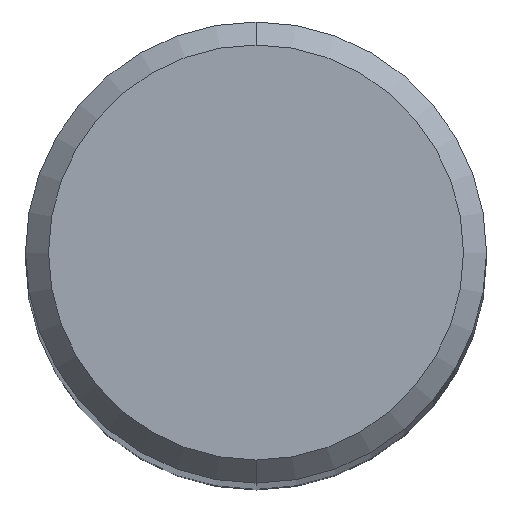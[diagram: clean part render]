
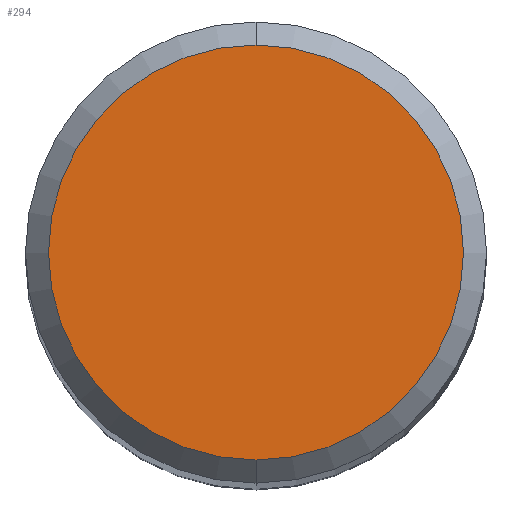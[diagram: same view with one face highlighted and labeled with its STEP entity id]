
A CAD part, top view. The second image highlights one B-rep face of the part: STEP entity #294.
In plain terms, the highlighted planar face has unit normal (0, 0, 1).
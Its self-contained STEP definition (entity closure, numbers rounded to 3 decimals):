
#294=ADVANCED_FACE('',(#634),#635,.T.);
#368=EDGE_CURVE('',#380,#472,#716,.T.);
#378=EDGE_CURVE('',#472,#380,#726,.T.);
#380=VERTEX_POINT('',#728);
#472=VERTEX_POINT('',#839);
#634=FACE_OUTER_BOUND('',#1123,.T.);
#635=PLANE('',#1124);
#716=CIRCLE('',#1260,3.6);
#726=CIRCLE('',#1305,3.6);
#728=CARTESIAN_POINT('',(0.,-3.6,0.0));
#839=CARTESIAN_POINT('',(0.0,3.6,0.0));
#1123=EDGE_LOOP('',(#1665,#1666));
#1124=AXIS2_PLACEMENT_3D('',#1667,#1668,#1669);
#1260=AXIS2_PLACEMENT_3D('',#1765,#1766,#1767);
#1305=AXIS2_PLACEMENT_3D('',#1771,#1772,#1773);
#1665=ORIENTED_EDGE('',*,*,#378,.F.);
#1666=ORIENTED_EDGE('',*,*,#368,.F.);
#1667=CARTESIAN_POINT('',(0.0,1.8,0.0));
#1668=DIRECTION('',(-0.0,0.0,1.0));
#1669=DIRECTION('',(0.0,-1.0,0.0));
#1765=CARTESIAN_POINT('',(0.0,0.0,0.0));
#1766=DIRECTION('',(0.0,0.0,-1.0));
#1767=DIRECTION('',(0.0,1.0,0.0));
#1771=CARTESIAN_POINT('',(0.0,0.0,0.0));
#1772=DIRECTION('',(0.0,0.0,-1.0));
#1773=DIRECTION('',(0.0,1.0,0.0));
